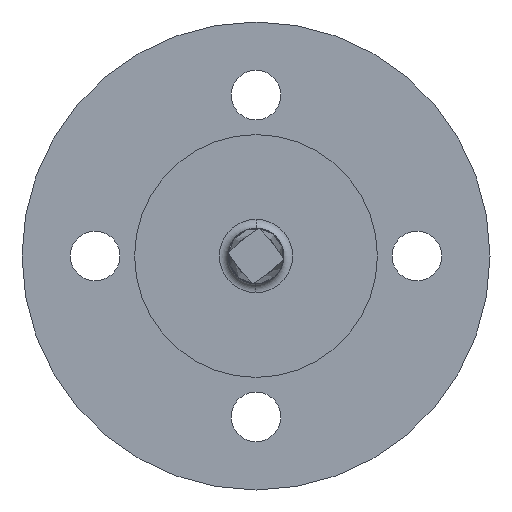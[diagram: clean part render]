
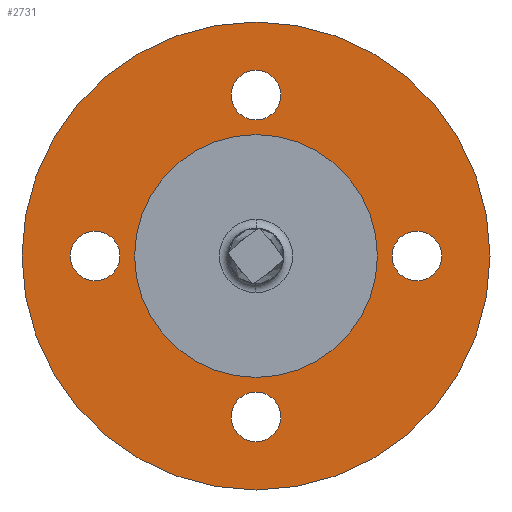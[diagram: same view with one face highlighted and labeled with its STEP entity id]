
A CAD part, front view. The second image highlights one B-rep face of the part: STEP entity #2731.
In plain terms, the highlighted planar face has unit normal (0, -1, 0).
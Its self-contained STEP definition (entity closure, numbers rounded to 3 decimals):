
#2438=CARTESIAN_POINT('',(0.,-10.,0.));
#2439=DIRECTION('',(0.,1.,0.));
#2440=DIRECTION('',(1.,0.,0.));
#2441=AXIS2_PLACEMENT_3D('',#2438,#2439,#2440);
#2443=CARTESIAN_POINT('',(0.,-10.,0.));
#2444=DIRECTION('',(0.,1.,0.));
#2445=DIRECTION('',(-1.,0.,0.));
#2446=AXIS2_PLACEMENT_3D('',#2443,#2444,#2445);
#2448=CARTESIAN_POINT('',(0.,-10.,0.));
#2449=DIRECTION('',(0.,1.,0.));
#2450=DIRECTION('',(1.,0.,0.));
#2451=AXIS2_PLACEMENT_3D('',#2448,#2449,#2450);
#2453=CARTESIAN_POINT('',(0.,-10.,0.));
#2454=DIRECTION('',(0.,1.,0.));
#2455=DIRECTION('',(-1.,0.,0.));
#2456=AXIS2_PLACEMENT_3D('',#2453,#2454,#2455);
#2458=CARTESIAN_POINT('',(0.,-10.,-55.));
#2459=DIRECTION('',(0.,1.,0.));
#2460=DIRECTION('',(1.,0.,0.));
#2461=AXIS2_PLACEMENT_3D('',#2458,#2459,#2460);
#2463=CARTESIAN_POINT('',(0.,-10.,-55.));
#2464=DIRECTION('',(0.,1.,0.));
#2465=DIRECTION('',(-1.,0.,0.));
#2466=AXIS2_PLACEMENT_3D('',#2463,#2464,#2465);
#2468=CARTESIAN_POINT('',(-55.,-10.,0.));
#2469=DIRECTION('',(0.,1.,0.));
#2470=DIRECTION('',(0.,0.,-1.));
#2471=AXIS2_PLACEMENT_3D('',#2468,#2469,#2470);
#2473=CARTESIAN_POINT('',(-55.,-10.,0.));
#2474=DIRECTION('',(0.,1.,0.));
#2475=DIRECTION('',(0.,0.,1.));
#2476=AXIS2_PLACEMENT_3D('',#2473,#2474,#2475);
#2478=CARTESIAN_POINT('',(0.,-10.,55.));
#2479=DIRECTION('',(0.,1.,0.));
#2480=DIRECTION('',(-1.,0.,0.));
#2481=AXIS2_PLACEMENT_3D('',#2478,#2479,#2480);
#2483=CARTESIAN_POINT('',(0.,-10.,55.));
#2484=DIRECTION('',(0.,1.,0.));
#2485=DIRECTION('',(1.,0.,0.));
#2486=AXIS2_PLACEMENT_3D('',#2483,#2484,#2485);
#2488=CARTESIAN_POINT('',(55.,-10.,0.));
#2489=DIRECTION('',(0.,1.,0.));
#2490=DIRECTION('',(0.,0.,1.));
#2491=AXIS2_PLACEMENT_3D('',#2488,#2489,#2490);
#2493=CARTESIAN_POINT('',(55.,-10.,0.));
#2494=DIRECTION('',(0.,1.,0.));
#2495=DIRECTION('',(0.,0.,-1.));
#2496=AXIS2_PLACEMENT_3D('',#2493,#2494,#2495);
#2634=CARTESIAN_POINT('',(80.,-10.,0.));
#2635=CARTESIAN_POINT('',(-80.,-10.,0.));
#2636=VERTEX_POINT('',#2634);
#2637=VERTEX_POINT('',#2635);
#2642=CARTESIAN_POINT('',(29.4,-10.,0.));
#2643=CARTESIAN_POINT('',(-29.4,-10.,0.));
#2644=VERTEX_POINT('',#2642);
#2645=VERTEX_POINT('',#2643);
#2646=CARTESIAN_POINT('',(8.5,-10.,-55.));
#2647=CARTESIAN_POINT('',(-8.5,-10.,-55.));
#2648=VERTEX_POINT('',#2646);
#2649=VERTEX_POINT('',#2647);
#2654=CARTESIAN_POINT('',(-55.,-10.,-8.5));
#2655=CARTESIAN_POINT('',(-55.,-10.,8.5));
#2656=VERTEX_POINT('',#2654);
#2657=VERTEX_POINT('',#2655);
#2662=CARTESIAN_POINT('',(-8.5,-10.,55.));
#2663=CARTESIAN_POINT('',(8.5,-10.,55.));
#2664=VERTEX_POINT('',#2662);
#2665=VERTEX_POINT('',#2663);
#2670=CARTESIAN_POINT('',(55.,-10.,8.5));
#2671=CARTESIAN_POINT('',(55.,-10.,-8.5));
#2672=VERTEX_POINT('',#2670);
#2673=VERTEX_POINT('',#2671);
#2690=CARTESIAN_POINT('',(0.,-10.,0.));
#2691=DIRECTION('',(0.,1.,0.));
#2692=DIRECTION('',(1.,0.,0.));
#2693=AXIS2_PLACEMENT_3D('',#2690,#2691,#2692);
#2694=PLANE('',#2693);
#2696=ORIENTED_EDGE('',*,*,#2695,.T.);
#2698=ORIENTED_EDGE('',*,*,#2697,.T.);
#2699=EDGE_LOOP('',(#2696,#2698));
#2700=FACE_OUTER_BOUND('',#2699,.F.);
#2702=ORIENTED_EDGE('',*,*,#2701,.F.);
#2704=ORIENTED_EDGE('',*,*,#2703,.F.);
#2705=EDGE_LOOP('',(#2702,#2704));
#2706=FACE_BOUND('',#2705,.F.);
#2708=ORIENTED_EDGE('',*,*,#2707,.F.);
#2710=ORIENTED_EDGE('',*,*,#2709,.F.);
#2711=EDGE_LOOP('',(#2708,#2710));
#2712=FACE_BOUND('',#2711,.F.);
#2714=ORIENTED_EDGE('',*,*,#2713,.F.);
#2716=ORIENTED_EDGE('',*,*,#2715,.F.);
#2717=EDGE_LOOP('',(#2714,#2716));
#2718=FACE_BOUND('',#2717,.F.);
#2720=ORIENTED_EDGE('',*,*,#2719,.F.);
#2722=ORIENTED_EDGE('',*,*,#2721,.F.);
#2723=EDGE_LOOP('',(#2720,#2722));
#2724=FACE_BOUND('',#2723,.F.);
#2726=ORIENTED_EDGE('',*,*,#2725,.F.);
#2728=ORIENTED_EDGE('',*,*,#2727,.F.);
#2729=EDGE_LOOP('',(#2726,#2728));
#2730=FACE_BOUND('',#2729,.F.);
#2731=ADVANCED_FACE('',(#2700,#2706,#2712,#2718,#2724,#2730),#2694,.F.);
#2442=CIRCLE('',#2441,80.);
#2447=CIRCLE('',#2446,80.);
#2452=CIRCLE('',#2451,29.4);
#2457=CIRCLE('',#2456,29.4);
#2462=CIRCLE('',#2461,8.5);
#2467=CIRCLE('',#2466,8.5);
#2472=CIRCLE('',#2471,8.5);
#2477=CIRCLE('',#2476,8.5);
#2482=CIRCLE('',#2481,8.5);
#2487=CIRCLE('',#2486,8.5);
#2492=CIRCLE('',#2491,8.5);
#2497=CIRCLE('',#2496,8.5);
#2695=EDGE_CURVE('',#2636,#2637,#2442,.T.);
#2697=EDGE_CURVE('',#2637,#2636,#2447,.T.);
#2701=EDGE_CURVE('',#2644,#2645,#2452,.T.);
#2703=EDGE_CURVE('',#2645,#2644,#2457,.T.);
#2707=EDGE_CURVE('',#2648,#2649,#2462,.T.);
#2709=EDGE_CURVE('',#2649,#2648,#2467,.T.);
#2713=EDGE_CURVE('',#2656,#2657,#2472,.T.);
#2715=EDGE_CURVE('',#2657,#2656,#2477,.T.);
#2719=EDGE_CURVE('',#2664,#2665,#2482,.T.);
#2721=EDGE_CURVE('',#2665,#2664,#2487,.T.);
#2725=EDGE_CURVE('',#2672,#2673,#2492,.T.);
#2727=EDGE_CURVE('',#2673,#2672,#2497,.T.);
